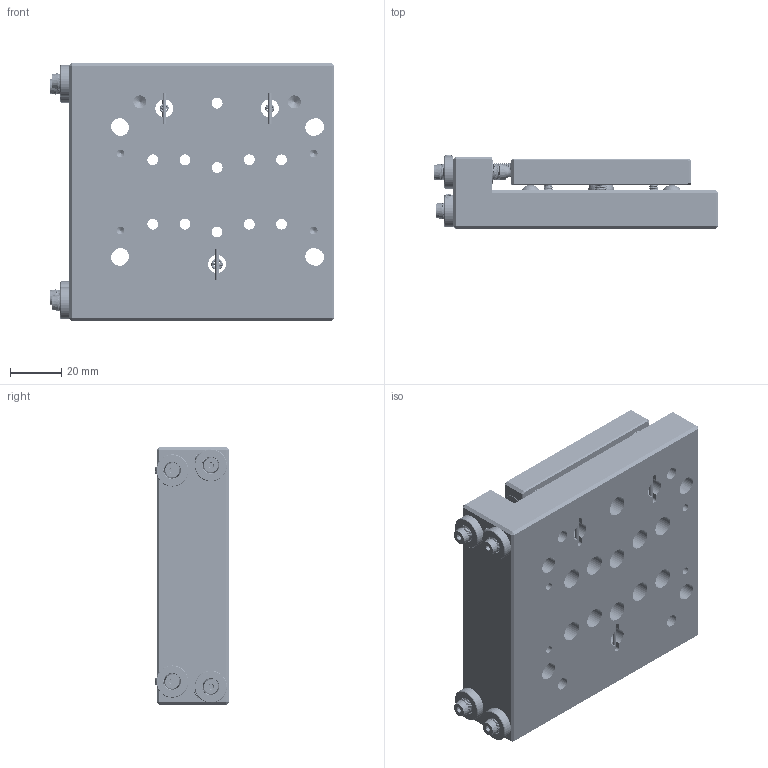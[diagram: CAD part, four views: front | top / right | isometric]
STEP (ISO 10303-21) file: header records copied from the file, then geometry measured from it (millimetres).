
FILE_DESCRIPTION(/* description */ (''),/* implementation_level */ '2;1');
FILE_NAME(/* name */ 'MSTAGE-Wv1.1 STEP.step',/* time_stamp */ '2022-11-18T13:56:50+02:00',/* author */ (''),/* organization */ (''),/* preprocessor_version */ 'ST-DEVELOPER v19.2',/* originating_system */ 'Autodesk Translation Framework v11.17.0.187',/* authorisation */ '');
FILE_SCHEMA (('AUTOMOTIVE_DESIGN { 1 0 10303 214 3 1 1 }'));
Products named in the file (19): MSTAGE-Wv1.1 STEP; TRSTAGEv2-01-04; TRSTAGEv1-02-06; TRSTAGEv1-03-04; Adjustment screw (2); B2X8/BN684; Spring (1); Sapphire 9x2v2; 2352-Lesjofors-0.96kg-3.2 v1; TRSTAGEv1-10-00; Adjustment screw; Adjustment screw (1); B1.5X12/BN684; Spring; Spring (2); Rutuliukas RB 10.0/G10 AISI 52100 HRC 62-66; Rutuliukas RB 8.0/G10 AISI 52100 HRC 62-66; SS3MN3-Step v2; Sapphire 9x2
Assembly tree (43 placements, depth 2):
  MSTAGE-Wv1.1 STEP
    TRSTAGEv2-01-04
    TRSTAGEv1-02-06
    TRSTAGEv1-03-04
    Adjustment screw (1)  x4
    Adjustment screw (2)  x2
    Rutuliukas RB 8.0/G10 AISI 52100 HRC 62-66  x2
    B1.5X12/BN684  x8
    B2X8/BN684  x2
    Spring  x2
    Spring (1)  x2
    TRSTAGEv1-10-00  x4
    SS3MN3-Step v2  x4
    Sapphire 9x2  x2
    Sapphire 9x2v2  x2
    2352-Lesjofors-0.96kg-3.2 v1  x2
    Adjustment screw  x2
    Spring (2)
    Rutuliukas RB 10.0/G10 AISI 52100 HRC 62-66
Bounding box: 110.52 x 28.66 x 100 mm (x, y, z)
Volume: 216364.9 mm3; surface area: 75925.8 mm2
Topology: 47 solids, 47 shells, 1088 faces, 3215 edges, 2241 vertices
Faces by surface type: cylinder 446, plane 374, cone 157, bspline 64, torus 40, sphere 7
Full cylindrical faces by diameter (mm): 0.665 x8, 0.76 x8, 0.855 x4, 1.5 x8, 1.6 x4, 2 x6, 2.35 x20, 2.529 x4, 3 x16, 3.332 x4, 4.2 x11, 4.775 x4, 5.035 x11, 5.5 x2, 5.791 x80, 6.118 x4, 6.279 x102, 7 x10, 7.5 x11, 8 x11, 8.115 x4, 8.623 x4, 8.65 x4, 8.8 x4, 9 x4, 9.1 x4, 9.144 x4, 10 x2, 10.5 x8, 11 x2
Entity records: 107878 total; most frequent: CARTESIAN_POINT 89744, ORIENTED_EDGE 3896, DIRECTION 3327, EDGE_CURVE 1948, VERTEX_POINT 1353, AXIS2_PLACEMENT_3D 1267, EDGE_LOOP 813, LINE 793
